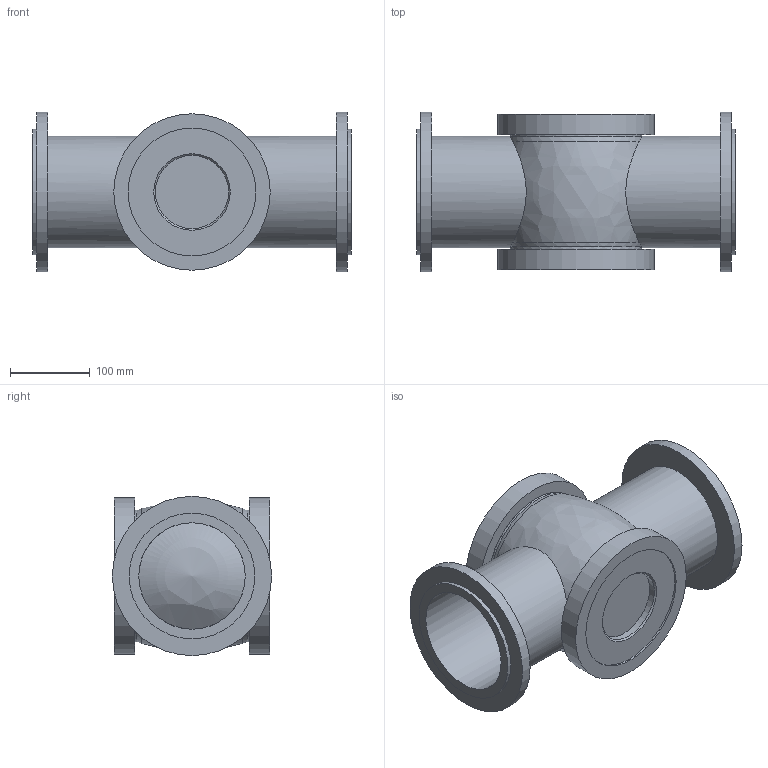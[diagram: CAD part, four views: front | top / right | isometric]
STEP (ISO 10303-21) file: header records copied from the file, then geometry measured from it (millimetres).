
FILE_DESCRIPTION(/* description */ (''),/* implementation_level */ '2;1');
FILE_NAME(/* name */ 'SGQ_5S_HP.stp',/* time_stamp */ '2024-11-08T14:22:10+09:00',/* author */ ('t-fuchigami'),/* organization */ (''),/* preprocessor_version */ 'ST-DEVELOPER v20',/* originating_system */ 'Autodesk Inventor 2025',/* authorisation */ '');
FILE_SCHEMA (('CONFIG_CONTROL_DESIGN'));
Length unit declared in the file: millimetre
Products named in the file (1): SGQ_5S_HP
Bounding box: 400 x 200 x 200 mm (x, y, z)
Volume: 5784064.1 mm3; surface area: 486083.8 mm2
Topology: 1 solids, 1 shells, 41 faces, 80 edges, 53 vertices
Faces by surface type: cylinder 17, plane 14, cone 6, bspline 4
Full cylindrical faces by diameter (mm): 92 x2, 133.8 x2, 139.8 x2, 157.9 x2, 160.5 x2, 166 x3, 196.5 x2, 200 x2
Entity records: 1371 total; most frequent: CARTESIAN_POINT 490, DIRECTION 171, ORIENTED_EDGE 160, EDGE_CURVE 80, AXIS2_PLACEMENT_3D 76, EDGE_LOOP 53, VERTEX_POINT 53, FACE_OUTER_BOUND 41
